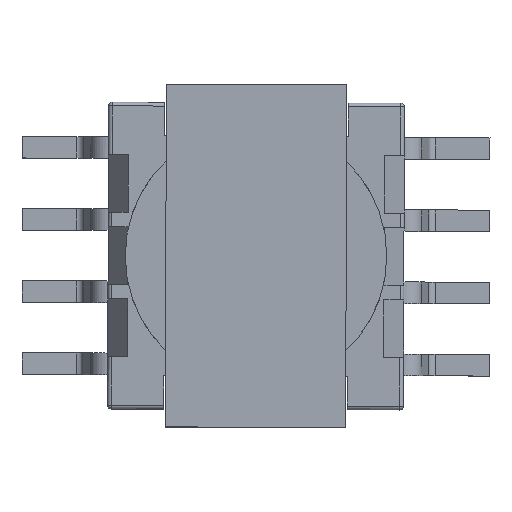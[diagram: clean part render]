
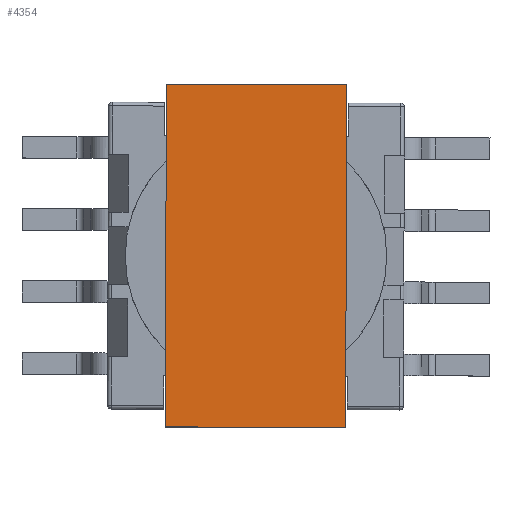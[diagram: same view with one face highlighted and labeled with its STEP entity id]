
A CAD part, top view. The second image highlights one B-rep face of the part: STEP entity #4354.
In plain terms, the highlighted planar face has unit normal (0, 0, 1).
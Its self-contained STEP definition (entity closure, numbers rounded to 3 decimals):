
#394=LINE('',#6430,#728);
#397=LINE('',#6436,#731);
#398=LINE('',#6438,#732);
#399=LINE('',#6440,#733);
#728=VECTOR('',#5510,1000.);
#731=VECTOR('',#5515,1000.);
#732=VECTOR('',#5516,1000.);
#733=VECTOR('',#5517,1000.);
#1585=ORIENTED_EDGE('',*,*,#2081,.F.);
#1586=ORIENTED_EDGE('',*,*,#2082,.F.);
#1587=ORIENTED_EDGE('',*,*,#2083,.T.);
#1588=ORIENTED_EDGE('',*,*,#2078,.T.);
#2078=EDGE_CURVE('',#2383,#2381,#394,.T.);
#2081=EDGE_CURVE('',#2385,#2381,#397,.T.);
#2082=EDGE_CURVE('',#2386,#2385,#398,.T.);
#2083=EDGE_CURVE('',#2386,#2383,#399,.T.);
#2381=VERTEX_POINT('',#6428);
#2383=VERTEX_POINT('',#6431);
#2385=VERTEX_POINT('',#6437);
#2386=VERTEX_POINT('',#6439);
#2687=EDGE_LOOP('',(#1585,#1586,#1587,#1588));
#2869=FACE_BOUND('',#2687,.T.);
#2987=PLANE('',#4642);
#4354=ADVANCED_FACE('',(#2869),#2987,.T.);
#4642=AXIS2_PLACEMENT_3D('',#6435,#5513,#5514);
#5510=DIRECTION('',(0.,1.,0.));
#5513=DIRECTION('',(0.,0.,1.));
#5514=DIRECTION('',(1.,0.,0.));
#5515=DIRECTION('',(1.,0.,0.));
#5516=DIRECTION('',(0.,1.,0.));
#5517=DIRECTION('',(1.,0.,0.));
#6428=CARTESIAN_POINT('',(4.75,2.5,4.05));
#6430=CARTESIAN_POINT('',(4.75,-2.5,4.05));
#6431=CARTESIAN_POINT('',(4.75,-2.5,4.05));
#6435=CARTESIAN_POINT('',(-4.75,-2.5,4.05));
#6436=CARTESIAN_POINT('',(-4.75,2.5,4.05));
#6437=CARTESIAN_POINT('',(-4.75,2.5,4.05));
#6438=CARTESIAN_POINT('',(-4.75,-2.5,4.05));
#6439=CARTESIAN_POINT('',(-4.75,-2.5,4.05));
#6440=CARTESIAN_POINT('',(-4.75,-2.5,4.05));
